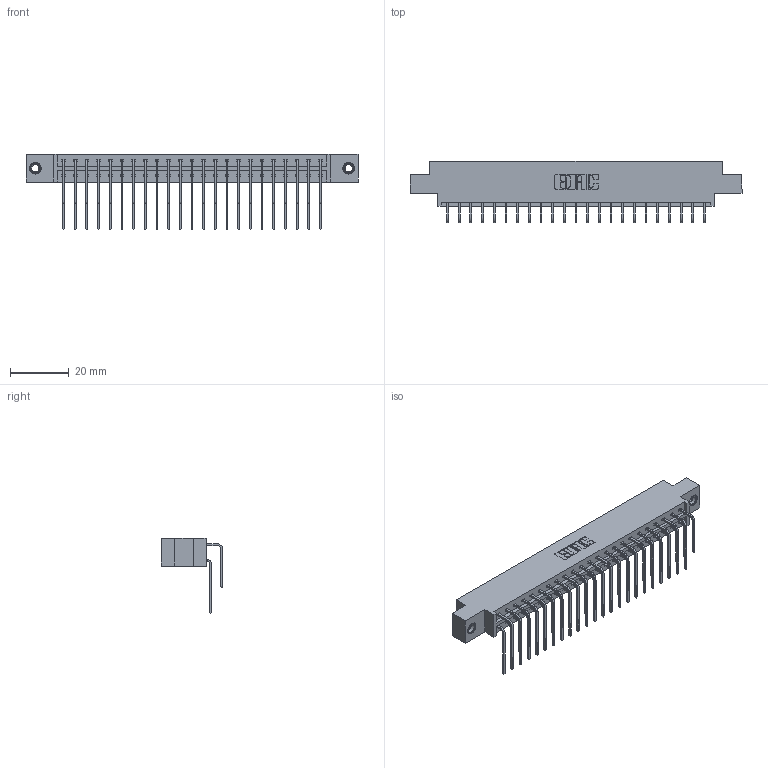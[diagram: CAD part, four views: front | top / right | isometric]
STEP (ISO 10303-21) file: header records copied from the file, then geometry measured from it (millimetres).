
FILE_DESCRIPTION (( 'STEP AP203' ), '1' );
FILE_NAME ('333-046-559-807.STEP', '2018-08-03T22:58:18', ( '' ), ( '' ), 'SwSTEP 2.0', 'SolidWorks 2016', '' );
FILE_SCHEMA (( 'CONFIG_CONTROL_DESIGN' ));
Length unit declared in the file: inch
Products named in the file (5): 345-292-001_558 559 Tail - 1; 345-292-001_559 Tail - 2; 345-250-001_345-250-005-103; 333-046-559-807; 333 Part_Offset - .156 Dia - TI
Assembly tree (49 placements, depth 2):
  333-046-559-807
    333 Part_Offset - .156 Dia - TI
    345-292-001_558 559 Tail - 1  x23
    345-292-001_559 Tail - 2  x23
    345-250-001_345-250-005-103  x2
Bounding box: 112.67 x 20.9 x 25.53 mm (x, y, z)
Volume: 11349.8 mm3; surface area: 14790.8 mm2
Topology: 49 solids, 49 shells, 2662 faces, 7865 edges, 5174 vertices
Faces by surface type: plane 1854, cylinder 792, cone 12, torus 4
Entity records: 20356 total; most frequent: CARTESIAN_POINT 3432, ORIENTED_EDGE 3310, DIRECTION 2977, EDGE_CURVE 1655, VECTOR 1467, LINE 1467, VERTEX_POINT 1096, AXIS2_PLACEMENT_3D 755
